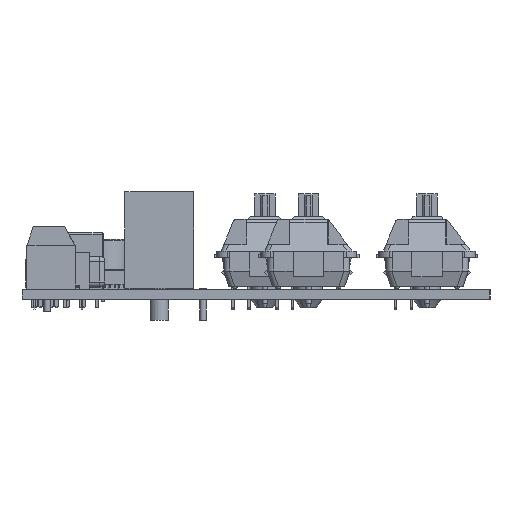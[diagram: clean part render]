
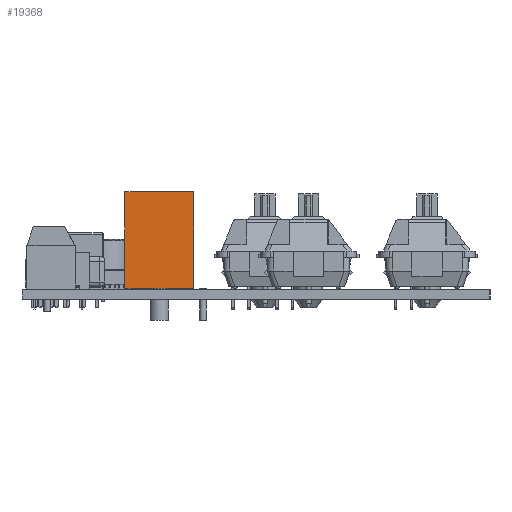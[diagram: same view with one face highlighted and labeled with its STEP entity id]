
A CAD part, left-side view. The second image highlights one B-rep face of the part: STEP entity #19368.
In plain terms, the highlighted planar face has unit normal (-1, 0, 0).
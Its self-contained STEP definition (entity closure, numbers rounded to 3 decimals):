
#19270 = EDGE_CURVE('',#19271,#19273,#19275,.T.);
#19271 = VERTEX_POINT('',#19272);
#19272 = CARTESIAN_POINT('',(-2.5,12.5,0.1));
#19273 = VERTEX_POINT('',#19274);
#19274 = CARTESIAN_POINT('',(-2.5,12.5,15.6));
#19275 = LINE('',#19276,#19277);
#19276 = CARTESIAN_POINT('',(-2.5,12.5,0.1));
#19277 = VECTOR('',#19278,1.);
#19278 = DIRECTION('',(0.,0.,1.));
#19343 = VERTEX_POINT('',#19344);
#19344 = CARTESIAN_POINT('',(-2.5,1.5,15.6));
#19350 = EDGE_CURVE('',#19351,#19343,#19353,.T.);
#19351 = VERTEX_POINT('',#19352);
#19352 = CARTESIAN_POINT('',(-2.5,1.5,0.1));
#19353 = LINE('',#19354,#19355);
#19354 = CARTESIAN_POINT('',(-2.5,1.5,0.1));
#19355 = VECTOR('',#19356,1.);
#19356 = DIRECTION('',(0.,0.,1.));
#19368 = ADVANCED_FACE('',(#19369),#19385,.T.);
#19369 = FACE_BOUND('',#19370,.T.);
#19370 = EDGE_LOOP('',(#19371,#19372,#19378,#19379));
#19371 = ORIENTED_EDGE('',*,*,#19350,.T.);
#19372 = ORIENTED_EDGE('',*,*,#19373,.T.);
#19373 = EDGE_CURVE('',#19343,#19273,#19374,.T.);
#19374 = LINE('',#19375,#19376);
#19375 = CARTESIAN_POINT('',(-2.5,1.5,15.6));
#19376 = VECTOR('',#19377,1.);
#19377 = DIRECTION('',(0.,1.,0.));
#19378 = ORIENTED_EDGE('',*,*,#19270,.F.);
#19379 = ORIENTED_EDGE('',*,*,#19380,.F.);
#19380 = EDGE_CURVE('',#19351,#19271,#19381,.T.);
#19381 = LINE('',#19382,#19383);
#19382 = CARTESIAN_POINT('',(-2.5,1.5,0.1));
#19383 = VECTOR('',#19384,1.);
#19384 = DIRECTION('',(0.,1.,0.));
#19385 = PLANE('',#19386);
#19386 = AXIS2_PLACEMENT_3D('',#19387,#19388,#19389);
#19387 = CARTESIAN_POINT('',(-2.5,1.5,0.1));
#19388 = DIRECTION('',(-1.,0.,0.));
#19389 = DIRECTION('',(0.,1.,0.));
